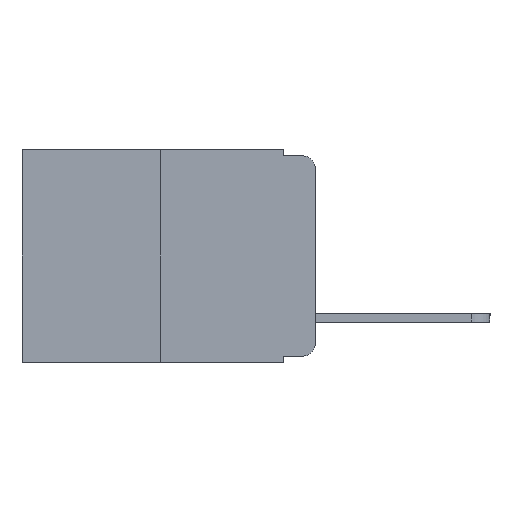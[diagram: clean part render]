
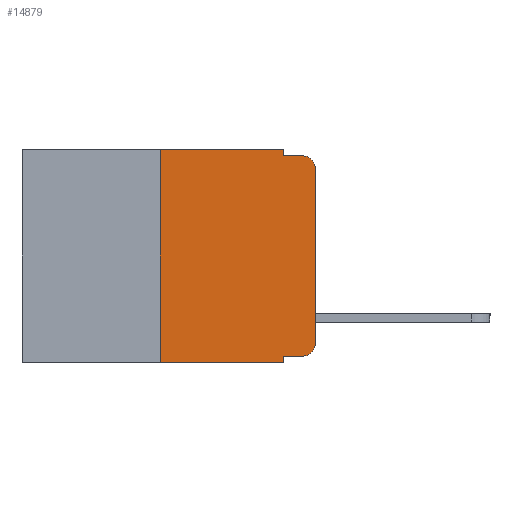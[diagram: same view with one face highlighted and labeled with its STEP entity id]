
A CAD part, left-side view. The second image highlights one B-rep face of the part: STEP entity #14879.
In plain terms, the highlighted planar face has unit normal (-1, 0, 0).
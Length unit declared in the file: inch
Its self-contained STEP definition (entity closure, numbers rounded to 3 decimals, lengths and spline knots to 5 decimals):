
#42 = VERTEX_POINT ( 'NONE', #4743 ) ;
#87 = LINE ( 'NONE', #15279, #9476 ) ;
#90 = CARTESIAN_POINT ( 'NONE',  ( 0., 0.473, 0. ) ) ;
#359 = VECTOR ( 'NONE', #9972, 39.37008 ) ;
#463 = ORIENTED_EDGE ( 'NONE', *, *, #4303, .T. ) ;
#513 = EDGE_CURVE ( 'NONE', #9716, #7007, #87, .T. ) ;
#709 = CARTESIAN_POINT ( 'NONE',  ( 0., 0.051, -0.333 ) ) ;
#717 = LINE ( 'NONE', #1432, #12999 ) ;
#832 = ORIENTED_EDGE ( 'NONE', *, *, #3534, .T. ) ;
#899 = VERTEX_POINT ( 'NONE', #14194 ) ;
#902 = CARTESIAN_POINT ( 'NONE',  ( 0., 0.051, -0.01 ) ) ;
#1143 = DIRECTION ( 'NONE',  ( 0., 0., -1. ) ) ;
#1343 = DIRECTION ( 'NONE',  ( 0., 0., -1. ) ) ;
#1432 = CARTESIAN_POINT ( 'NONE',  ( 0., 0.051, 0. ) ) ;
#1911 = CARTESIAN_POINT ( 'NONE',  ( 0., 0.02, -0.01 ) ) ;
#2801 = VERTEX_POINT ( 'NONE', #7045 ) ;
#2852 = VECTOR ( 'NONE', #10738, 39.37008 ) ;
#3534 = EDGE_CURVE ( 'NONE', #12820, #899, #4395, .T. ) ;
#3598 = LINE ( 'NONE', #11993, #9700 ) ;
#3635 = LINE ( 'NONE', #5814, #12673 ) ;
#3657 = CARTESIAN_POINT ( 'NONE',  ( 0., 0., 0. ) ) ;
#4093 = CARTESIAN_POINT ( 'NONE',  ( 0., 0.25, 0. ) ) ;
#4303 = EDGE_CURVE ( 'NONE', #7139, #12820, #8212, .T. ) ;
#4395 = CIRCLE ( 'NONE', #8968, 0.02 ) ;
#4425 = DIRECTION ( 'NONE',  ( 0., 0., -1. ) ) ;
#4695 = EDGE_CURVE ( 'NONE', #7139, #13650, #3635, .T. ) ;
#4709 = EDGE_CURVE ( 'NONE', #9716, #13650, #9733, .T. ) ;
#4743 = CARTESIAN_POINT ( 'NONE',  ( 0., 0.051, 0. ) ) ;
#4922 = VECTOR ( 'NONE', #15136, 39.37008 ) ;
#4925 = PLANE ( 'NONE',  #14197 ) ;
#5193 = EDGE_CURVE ( 'NONE', #42, #2801, #717, .T. ) ;
#5772 = FACE_OUTER_BOUND ( 'NONE', #13545, .T. ) ;
#5778 = CARTESIAN_POINT ( 'NONE',  ( 0., 0.051, -0.333 ) ) ;
#5814 = CARTESIAN_POINT ( 'NONE',  ( 0., 0.051, 0. ) ) ;
#5821 = EDGE_CURVE ( 'NONE', #10338, #12799, #5987, .T. ) ;
#5914 = EDGE_CURVE ( 'NONE', #899, #10338, #7371, .T. ) ;
#5943 = AXIS2_PLACEMENT_3D ( 'NONE', #6918, #6914, #7013 ) ;
#5987 = CIRCLE ( 'NONE', #5943, 0.02 ) ;
#6111 = EDGE_CURVE ( 'NONE', #2801, #12799, #10054, .T. ) ;
#6176 = CARTESIAN_POINT ( 'NONE',  ( 0., 0., -0.03 ) ) ;
#6914 = DIRECTION ( 'NONE',  ( -1., 0., 0. ) ) ;
#6918 = CARTESIAN_POINT ( 'NONE',  ( 0., 0.02, -0.03 ) ) ;
#7007 = VERTEX_POINT ( 'NONE', #4093 ) ;
#7013 = DIRECTION ( 'NONE',  ( 0., 0., -1. ) ) ;
#7029 = DIRECTION ( 'NONE',  ( 0., 0., 1. ) ) ;
#7045 = CARTESIAN_POINT ( 'NONE',  ( 0., 0.051, -0.01 ) ) ;
#7139 = VERTEX_POINT ( 'NONE', #709 ) ;
#7371 = LINE ( 'NONE', #3657, #10232 ) ;
#8212 = LINE ( 'NONE', #5778, #4922 ) ;
#8302 = ORIENTED_EDGE ( 'NONE', *, *, #13820, .F. ) ;
#8665 = DIRECTION ( 'NONE',  ( 1., 0., 0. ) ) ;
#8968 = AXIS2_PLACEMENT_3D ( 'NONE', #15094, #15050, #15026 ) ;
#9450 = ORIENTED_EDGE ( 'NONE', *, *, #4709, .T. ) ;
#9476 = VECTOR ( 'NONE', #9591, 39.37008 ) ;
#9591 = DIRECTION ( 'NONE',  ( 0., 0., 1. ) ) ;
#9700 = VECTOR ( 'NONE', #13074, 39.37008 ) ;
#9716 = VERTEX_POINT ( 'NONE', #12152 ) ;
#9733 = LINE ( 'NONE', #9936, #359 ) ;
#9825 = ORIENTED_EDGE ( 'NONE', *, *, #4695, .F. ) ;
#9936 = CARTESIAN_POINT ( 'NONE',  ( 0., 0.473, -0.343 ) ) ;
#9972 = DIRECTION ( 'NONE',  ( 0., -1., 0. ) ) ;
#10015 = ORIENTED_EDGE ( 'NONE', *, *, #5821, .T. ) ;
#10054 = LINE ( 'NONE', #902, #2852 ) ;
#10232 = VECTOR ( 'NONE', #7029, 39.37008 ) ;
#10338 = VERTEX_POINT ( 'NONE', #6176 ) ;
#10430 = CARTESIAN_POINT ( 'NONE',  ( 0., 0.02, -0.333 ) ) ;
#10738 = DIRECTION ( 'NONE',  ( 0., -1., 0. ) ) ;
#11401 = ORIENTED_EDGE ( 'NONE', *, *, #513, .F. ) ;
#11993 = CARTESIAN_POINT ( 'NONE',  ( 0., 0.473, 0. ) ) ;
#12152 = CARTESIAN_POINT ( 'NONE',  ( 0., 0.25, -0.343 ) ) ;
#12577 = ORIENTED_EDGE ( 'NONE', *, *, #5914, .T. ) ;
#12673 = VECTOR ( 'NONE', #4425, 39.37008 ) ;
#12767 = CARTESIAN_POINT ( 'NONE',  ( 0., 0.051, -0.343 ) ) ;
#12799 = VERTEX_POINT ( 'NONE', #1911 ) ;
#12820 = VERTEX_POINT ( 'NONE', #10430 ) ;
#12999 = VECTOR ( 'NONE', #1143, 39.37008 ) ;
#13074 = DIRECTION ( 'NONE',  ( 0., -1., 0. ) ) ;
#13239 = ORIENTED_EDGE ( 'NONE', *, *, #6111, .F. ) ;
#13545 = EDGE_LOOP ( 'NONE', ( #12577, #10015, #13239, #13927, #8302, #11401, #9450, #9825, #463, #832 ) ) ;
#13650 = VERTEX_POINT ( 'NONE', #12767 ) ;
#13820 = EDGE_CURVE ( 'NONE', #7007, #42, #3598, .T. ) ;
#13927 = ORIENTED_EDGE ( 'NONE', *, *, #5193, .F. ) ;
#14194 = CARTESIAN_POINT ( 'NONE',  ( 0., 0., -0.313 ) ) ;
#14197 = AXIS2_PLACEMENT_3D ( 'NONE', #90, #8665, #1343 ) ;
#14879 = ADVANCED_FACE ( 'NONE', ( #5772 ), #4925, .F. ) ;
#15026 = DIRECTION ( 'NONE',  ( 0., 0., -1. ) ) ;
#15050 = DIRECTION ( 'NONE',  ( -1., 0., 0. ) ) ;
#15094 = CARTESIAN_POINT ( 'NONE',  ( 0., 0.02, -0.313 ) ) ;
#15136 = DIRECTION ( 'NONE',  ( 0., -1., 0. ) ) ;
#15279 = CARTESIAN_POINT ( 'NONE',  ( 0., 0.25, 0. ) ) ;
